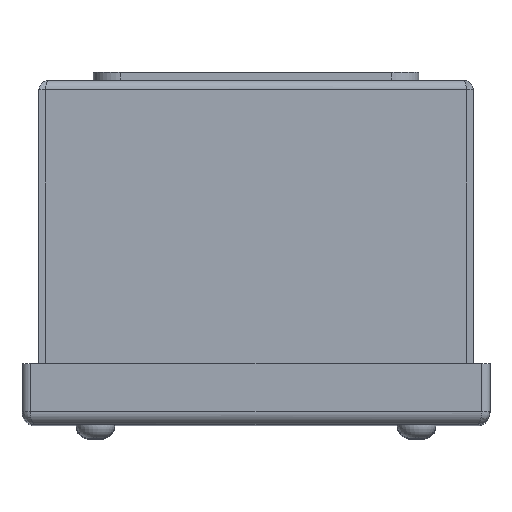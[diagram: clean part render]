
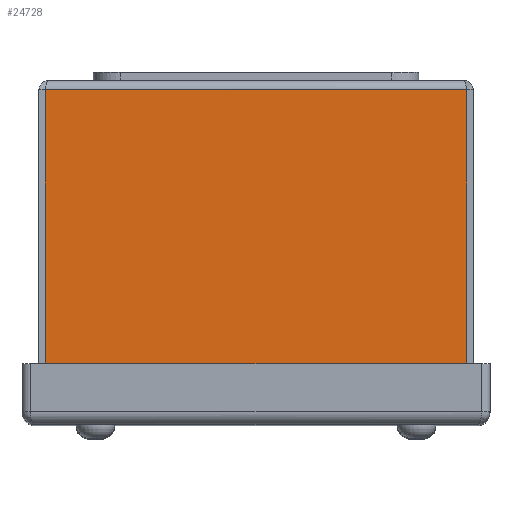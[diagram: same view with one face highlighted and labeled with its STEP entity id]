
A CAD part, top view. The second image highlights one B-rep face of the part: STEP entity #24728.
In plain terms, the highlighted planar face has unit normal (0, 0, 1).
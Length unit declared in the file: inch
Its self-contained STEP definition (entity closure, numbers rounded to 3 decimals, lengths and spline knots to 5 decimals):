
#536 = CARTESIAN_POINT ( 'NONE',  ( 1.94289, -2.914, 3. ) ) ;
#614 = VECTOR ( 'NONE', #9009, 39.37008 ) ;
#5265 = LINE ( 'NONE', #8881, #17053 ) ;
#7660 = PLANE ( 'NONE',  #13494 ) ;
#7711 = VERTEX_POINT ( 'NONE', #18645 ) ;
#7743 = DIRECTION ( 'NONE',  ( -1., 0., 0. ) ) ;
#7819 = VERTEX_POINT ( 'NONE', #8184 ) ;
#8184 = CARTESIAN_POINT ( 'NONE',  ( -1.94289, -2.914, 3. ) ) ;
#8633 = EDGE_CURVE ( 'NONE', #18055, #8846, #24020, .T. ) ;
#8846 = VERTEX_POINT ( 'NONE', #536 ) ;
#8881 = CARTESIAN_POINT ( 'NONE',  ( 13.527, -0.086, 3. ) ) ;
#9009 = DIRECTION ( 'NONE',  ( 0., -1., 0. ) ) ;
#10916 = DIRECTION ( 'NONE',  ( 1., 0., 0. ) ) ;
#11748 = DIRECTION ( 'NONE',  ( 0., 0., -1. ) ) ;
#12099 = DIRECTION ( 'NONE',  ( -1., 0., 0. ) ) ;
#12333 = LINE ( 'NONE', #19224, #614 ) ;
#13078 = EDGE_CURVE ( 'NONE', #7711, #7819, #12333, .T. ) ;
#13494 = AXIS2_PLACEMENT_3D ( 'NONE', #14107, #11748, #7743 ) ;
#14107 = CARTESIAN_POINT ( 'NONE',  ( 13.527, 0., 3. ) ) ;
#15102 = FACE_OUTER_BOUND ( 'NONE', #23690, .T. ) ;
#15887 = EDGE_CURVE ( 'NONE', #8846, #7819, #22840, .T. ) ;
#17053 = VECTOR ( 'NONE', #10916, 39.37008 ) ;
#17836 = ORIENTED_EDGE ( 'NONE', *, *, #15887, .F. ) ;
#18055 = VERTEX_POINT ( 'NONE', #27487 ) ;
#18296 = ORIENTED_EDGE ( 'NONE', *, *, #13078, .T. ) ;
#18544 = CARTESIAN_POINT ( 'NONE',  ( 13.527, -2.914, 3. ) ) ;
#18645 = CARTESIAN_POINT ( 'NONE',  ( -1.94289, -0.086, 3. ) ) ;
#18881 = CARTESIAN_POINT ( 'NONE',  ( 1.94289, -0.086, 3. ) ) ;
#19164 = VECTOR ( 'NONE', #12099, 39.37008 ) ;
#19224 = CARTESIAN_POINT ( 'NONE',  ( -1.94289, -0.086, 3. ) ) ;
#21112 = DIRECTION ( 'NONE',  ( 0., -1., 0. ) ) ;
#22840 = LINE ( 'NONE', #18544, #19164 ) ;
#23369 = VECTOR ( 'NONE', #21112, 39.37008 ) ;
#23690 = EDGE_LOOP ( 'NONE', ( #18296, #17836, #27211, #26096 ) ) ;
#24020 = LINE ( 'NONE', #18881, #23369 ) ;
#24728 = ADVANCED_FACE ( 'NONE', ( #15102 ), #7660, .F. ) ;
#25657 = EDGE_CURVE ( 'NONE', #7711, #18055, #5265, .T. ) ;
#26096 = ORIENTED_EDGE ( 'NONE', *, *, #25657, .F. ) ;
#27211 = ORIENTED_EDGE ( 'NONE', *, *, #8633, .F. ) ;
#27487 = CARTESIAN_POINT ( 'NONE',  ( 1.94289, -0.086, 3. ) ) ;
